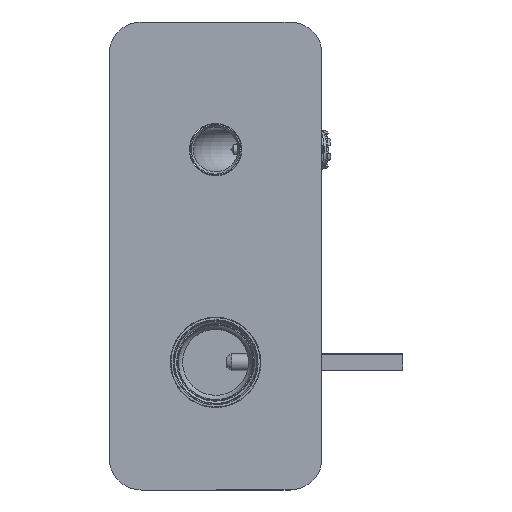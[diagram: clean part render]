
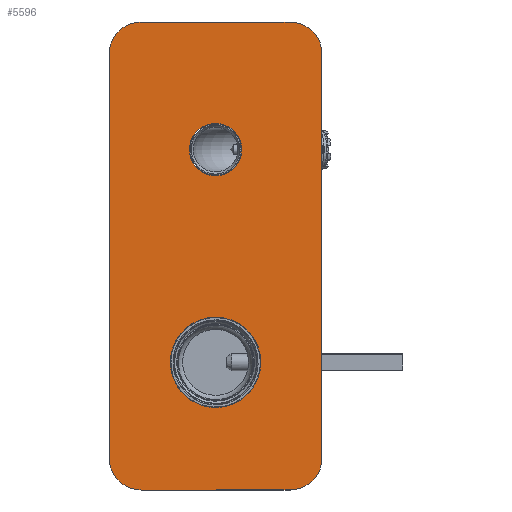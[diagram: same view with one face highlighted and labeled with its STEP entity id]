
A CAD part, left-side view. The second image highlights one B-rep face of the part: STEP entity #5596.
In plain terms, the highlighted planar face has unit normal (-1, 0, 0).
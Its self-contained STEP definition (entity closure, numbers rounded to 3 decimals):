
#131 = DIRECTION ( 'NONE',  ( 0., 0., 1. ) ) ;
#138 = VERTEX_POINT ( 'NONE', #5320 ) ;
#339 = VERTEX_POINT ( 'NONE', #14599 ) ;
#357 = DIRECTION ( 'NONE',  ( 0., 0., 1. ) ) ;
#385 = CARTESIAN_POINT ( 'NONE',  ( 19.5, 50., -45. ) ) ;
#1189 = PLANE ( 'NONE',  #1775 ) ;
#1583 = DIRECTION ( 'NONE',  ( 0., 0., -1. ) ) ;
#1775 = AXIS2_PLACEMENT_3D ( 'NONE', #26008, #12081, #33896 ) ;
#2079 = AXIS2_PLACEMENT_3D ( 'NONE', #21161, #26509, #32049 ) ;
#2335 = ORIENTED_EDGE ( 'NONE', *, *, #18205, .F. ) ;
#2347 = DIRECTION ( 'NONE',  ( -1., 0., 0. ) ) ;
#3346 = DIRECTION ( 'NONE',  ( -1., 0., 0. ) ) ;
#3593 = CIRCLE ( 'NONE', #29840, 15. ) ;
#4636 = ORIENTED_EDGE ( 'NONE', *, *, #20266, .T. ) ;
#4988 = VECTOR ( 'NONE', #24753, 1000. ) ;
#4999 = CARTESIAN_POINT ( 'NONE',  ( 19.5, 50., 145. ) ) ;
#5186 = VERTEX_POINT ( 'NONE', #18793 ) ;
#5320 = CARTESIAN_POINT ( 'NONE',  ( 19.5, -35., -60. ) ) ;
#5436 = CARTESIAN_POINT ( 'NONE',  ( 19.5, -50., -60. ) ) ;
#5596 = ADVANCED_FACE ( 'NONE', ( #14763, #31389, #17818 ), #1189, .T. ) ;
#5656 = VECTOR ( 'NONE', #1583, 1000. ) ;
#5730 = EDGE_CURVE ( 'NONE', #14501, #26658, #6478, .T. ) ;
#6059 = VERTEX_POINT ( 'NONE', #6425 ) ;
#6352 = LINE ( 'NONE', #11167, #10149 ) ;
#6381 = EDGE_LOOP ( 'NONE', ( #2335 ) ) ;
#6425 = CARTESIAN_POINT ( 'NONE',  ( 19.5, 0., 112.3 ) ) ;
#6478 = LINE ( 'NONE', #28286, #32608 ) ;
#7113 = CARTESIAN_POINT ( 'NONE',  ( 19.5, -50., -45. ) ) ;
#7307 = EDGE_CURVE ( 'NONE', #12448, #339, #32040, .T. ) ;
#8046 = EDGE_CURVE ( 'NONE', #5186, #5186, #26350, .T. ) ;
#8264 = ORIENTED_EDGE ( 'NONE', *, *, #7307, .T. ) ;
#8565 = VERTEX_POINT ( 'NONE', #4999 ) ;
#8670 = DIRECTION ( 'NONE',  ( 0., -1., 0. ) ) ;
#8863 = ORIENTED_EDGE ( 'NONE', *, *, #33919, .T. ) ;
#10149 = VECTOR ( 'NONE', #8670, 1000. ) ;
#10305 = AXIS2_PLACEMENT_3D ( 'NONE', #30506, #29972, #131 ) ;
#10925 = AXIS2_PLACEMENT_3D ( 'NONE', #23825, #12900, #34544 ) ;
#11167 = CARTESIAN_POINT ( 'NONE',  ( 19.5, 50., -60. ) ) ;
#11466 = ORIENTED_EDGE ( 'NONE', *, *, #15264, .T. ) ;
#11510 = CIRCLE ( 'NONE', #25239, 15. ) ;
#12015 = DIRECTION ( 'NONE',  ( 0., 1., 0. ) ) ;
#12081 = DIRECTION ( 'NONE',  ( -1., 0., 0. ) ) ;
#12448 = VERTEX_POINT ( 'NONE', #385 ) ;
#12900 = DIRECTION ( 'NONE',  ( -1., 0., 0. ) ) ;
#12971 = ORIENTED_EDGE ( 'NONE', *, *, #8046, .F. ) ;
#13073 = ORIENTED_EDGE ( 'NONE', *, *, #14349, .T. ) ;
#13239 = DIRECTION ( 'NONE',  ( 0., 0., 1. ) ) ;
#13430 = CARTESIAN_POINT ( 'NONE',  ( 19.5, -35., 160. ) ) ;
#14258 = DIRECTION ( 'NONE',  ( 0., 0., 1. ) ) ;
#14349 = EDGE_CURVE ( 'NONE', #26658, #8565, #17516, .T. ) ;
#14501 = VERTEX_POINT ( 'NONE', #13430 ) ;
#14599 = CARTESIAN_POINT ( 'NONE',  ( 19.5, 35., -60. ) ) ;
#14763 = FACE_BOUND ( 'NONE', #6381, .T. ) ;
#14954 = EDGE_LOOP ( 'NONE', ( #12971 ) ) ;
#14959 = ORIENTED_EDGE ( 'NONE', *, *, #17408, .T. ) ;
#15264 = EDGE_CURVE ( 'NONE', #29534, #16963, #24229, .T. ) ;
#15936 = DIRECTION ( 'NONE',  ( -1., 0., 0. ) ) ;
#16471 = CARTESIAN_POINT ( 'NONE',  ( 19.5, 0., 100. ) ) ;
#16902 = AXIS2_PLACEMENT_3D ( 'NONE', #16471, #2347, #357 ) ;
#16963 = VERTEX_POINT ( 'NONE', #26114 ) ;
#17408 = EDGE_CURVE ( 'NONE', #8565, #12448, #34474, .T. ) ;
#17516 = CIRCLE ( 'NONE', #2079, 15. ) ;
#17818 = FACE_OUTER_BOUND ( 'NONE', #23353, .T. ) ;
#18205 = EDGE_CURVE ( 'NONE', #6059, #6059, #30599, .T. ) ;
#18793 = CARTESIAN_POINT ( 'NONE',  ( 19.5, 0., 21.25 ) ) ;
#19323 = CARTESIAN_POINT ( 'NONE',  ( 19.5, -35., -45. ) ) ;
#20266 = EDGE_CURVE ( 'NONE', #339, #138, #6352, .T. ) ;
#20898 = CARTESIAN_POINT ( 'NONE',  ( 19.5, 50., 160. ) ) ;
#21161 = CARTESIAN_POINT ( 'NONE',  ( 19.5, 35., 145. ) ) ;
#23353 = EDGE_LOOP ( 'NONE', ( #14959, #8264, #4636, #34863, #11466, #8863, #28708, #13073 ) ) ;
#23825 = CARTESIAN_POINT ( 'NONE',  ( 19.5, 0., 0. ) ) ;
#24229 = LINE ( 'NONE', #5436, #4988 ) ;
#24753 = DIRECTION ( 'NONE',  ( 0., 0., 1. ) ) ;
#25239 = AXIS2_PLACEMENT_3D ( 'NONE', #27843, #3346, #14258 ) ;
#26008 = CARTESIAN_POINT ( 'NONE',  ( 19.5, 0., 0. ) ) ;
#26114 = CARTESIAN_POINT ( 'NONE',  ( 19.5, -50., 145. ) ) ;
#26350 = CIRCLE ( 'NONE', #10925, 21.25 ) ;
#26509 = DIRECTION ( 'NONE',  ( -1., 0., 0. ) ) ;
#26658 = VERTEX_POINT ( 'NONE', #31999 ) ;
#27843 = CARTESIAN_POINT ( 'NONE',  ( 19.5, -35., 145. ) ) ;
#28286 = CARTESIAN_POINT ( 'NONE',  ( 19.5, -50., 160. ) ) ;
#28708 = ORIENTED_EDGE ( 'NONE', *, *, #5730, .T. ) ;
#29534 = VERTEX_POINT ( 'NONE', #7113 ) ;
#29840 = AXIS2_PLACEMENT_3D ( 'NONE', #19323, #15936, #13239 ) ;
#29972 = DIRECTION ( 'NONE',  ( -1., 0., 0. ) ) ;
#30506 = CARTESIAN_POINT ( 'NONE',  ( 19.5, 35., -45. ) ) ;
#30599 = CIRCLE ( 'NONE', #16902, 12.3 ) ;
#31389 = FACE_BOUND ( 'NONE', #14954, .T. ) ;
#31999 = CARTESIAN_POINT ( 'NONE',  ( 19.5, 35., 160. ) ) ;
#32040 = CIRCLE ( 'NONE', #10305, 15. ) ;
#32049 = DIRECTION ( 'NONE',  ( 0., 0., 1. ) ) ;
#32608 = VECTOR ( 'NONE', #12015, 1000. ) ;
#33896 = DIRECTION ( 'NONE',  ( 0., 0., 1. ) ) ;
#33919 = EDGE_CURVE ( 'NONE', #16963, #14501, #11510, .T. ) ;
#34474 = LINE ( 'NONE', #20898, #5656 ) ;
#34544 = DIRECTION ( 'NONE',  ( 0., 0., 1. ) ) ;
#34863 = ORIENTED_EDGE ( 'NONE', *, *, #35012, .T. ) ;
#35012 = EDGE_CURVE ( 'NONE', #138, #29534, #3593, .T. ) ;
